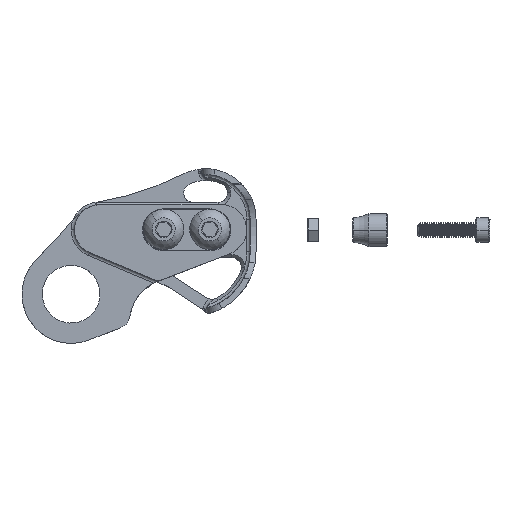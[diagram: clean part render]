
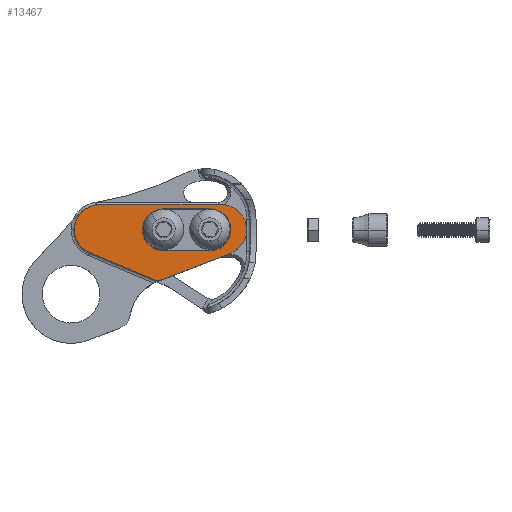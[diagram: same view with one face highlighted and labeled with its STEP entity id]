
A CAD part, top view. The second image highlights one B-rep face of the part: STEP entity #13467.
In plain terms, the highlighted planar face has unit normal (0, 0, 1).
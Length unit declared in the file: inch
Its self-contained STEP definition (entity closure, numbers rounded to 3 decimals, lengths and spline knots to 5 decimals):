
#312 = DIRECTION ( 'NONE',  ( 1., 0., 0. ) ) ;
#370 = ORIENTED_EDGE ( 'NONE', *, *, #7725, .F. ) ;
#571 = AXIS2_PLACEMENT_3D ( 'NONE', #2291, #14005, #20656 ) ;
#689 = ORIENTED_EDGE ( 'NONE', *, *, #9785, .F. ) ;
#692 = CARTESIAN_POINT ( 'NONE',  ( 6.18949, -2.03151, 0.94492 ) ) ;
#781 = DIRECTION ( 'NONE',  ( 1., 0., 0. ) ) ;
#1217 = VERTEX_POINT ( 'NONE', #4146 ) ;
#2291 = CARTESIAN_POINT ( 'NONE',  ( 5.67832, -1.34192, 0.94492 ) ) ;
#2372 = VERTEX_POINT ( 'NONE', #19847 ) ;
#2468 = VERTEX_POINT ( 'NONE', #19629 ) ;
#2886 = EDGE_CURVE ( 'NONE', #5538, #2372, #12517, .T. ) ;
#3054 = CARTESIAN_POINT ( 'NONE',  ( 5.48261, -0.48396, 0.94492 ) ) ;
#3269 = EDGE_CURVE ( 'NONE', #13127, #20234, #12858, .T. ) ;
#3654 = CARTESIAN_POINT ( 'NONE',  ( 5.82565, -0.43651, 0.94492 ) ) ;
#3701 = AXIS2_PLACEMENT_3D ( 'NONE', #13570, #21548, #312 ) ;
#3938 = AXIS2_PLACEMENT_3D ( 'NONE', #10122, #6690, #11436 ) ;
#4146 = CARTESIAN_POINT ( 'NONE',  ( 4.98822, -1.43805, 0.94492 ) ) ;
#4426 = DIRECTION ( 'NONE',  ( 0., 0., 1. ) ) ;
#4623 = CIRCLE ( 'NONE', #3938, 0.28653 ) ;
#4699 = EDGE_CURVE ( 'NONE', #20063, #15236, #4623, .T. ) ;
#4729 = ORIENTED_EDGE ( 'NONE', *, *, #15977, .F. ) ;
#5279 = ORIENTED_EDGE ( 'NONE', *, *, #11919, .F. ) ;
#5538 = VERTEX_POINT ( 'NONE', #5734 ) ;
#5598 = VERTEX_POINT ( 'NONE', #9055 ) ;
#5734 = CARTESIAN_POINT ( 'NONE',  ( 5.40804, -0.15708, 0.94492 ) ) ;
#5947 = CARTESIAN_POINT ( 'NONE',  ( 5.95767, -1.2782, 0.94492 ) ) ;
#6018 = VERTEX_POINT ( 'NONE', #16518 ) ;
#6313 = FACE_OUTER_BOUND ( 'NONE', #13603, .T. ) ;
#6690 = DIRECTION ( 'NONE',  ( 0., 0., 1. ) ) ;
#6721 = CARTESIAN_POINT ( 'NONE',  ( 2.77526, 1.86139, 0.94492 ) ) ;
#6827 = VECTOR ( 'NONE', #7773, 39.37008 ) ;
#7158 = ORIENTED_EDGE ( 'NONE', *, *, #12965, .T. ) ;
#7163 = EDGE_CURVE ( 'NONE', #6018, #5538, #17382, .T. ) ;
#7619 = CARTESIAN_POINT ( 'NONE',  ( 5.15233, -0.42625, 0.94492 ) ) ;
#7689 = DIRECTION ( 'NONE',  ( 0., 0., 1. ) ) ;
#7725 = EDGE_CURVE ( 'NONE', #6018, #8084, #10992, .T. ) ;
#7773 = DIRECTION ( 'NONE',  ( 0.222, -0.975, 0. ) ) ;
#7919 = AXIS2_PLACEMENT_3D ( 'NONE', #12641, #4426, #7923 ) ;
#7923 = DIRECTION ( 'NONE',  ( 1., 0., 0. ) ) ;
#8084 = VERTEX_POINT ( 'NONE', #3654 ) ;
#8198 = DIRECTION ( 'NONE',  ( 0., 0., 1. ) ) ;
#8764 = ORIENTED_EDGE ( 'NONE', *, *, #3269, .T. ) ;
#9055 = CARTESIAN_POINT ( 'NONE',  ( 5.39897, -1.40565, 0.94492 ) ) ;
#9292 = CARTESIAN_POINT ( 'NONE',  ( 5.41616, -0.52991, 0.94492 ) ) ;
#9326 = VECTOR ( 'NONE', #10909, 39.37008 ) ;
#9401 = DIRECTION ( 'NONE',  ( 1., 0., 0. ) ) ;
#9589 = LINE ( 'NONE', #7619, #9326 ) ;
#9683 = CIRCLE ( 'NONE', #20784, 0.345 ) ;
#9714 = AXIS2_PLACEMENT_3D ( 'NONE', #3054, #13340, #16531 ) ;
#9785 = EDGE_CURVE ( 'NONE', #5598, #20063, #16015, .T. ) ;
#9799 = CARTESIAN_POINT ( 'NONE',  ( 6.10496, -1.95615, 0.94492 ) ) ;
#9837 = EDGE_CURVE ( 'NONE', #2468, #1217, #13137, .T. ) ;
#10122 = CARTESIAN_POINT ( 'NONE',  ( 5.81843, -1.95615, 0.94492 ) ) ;
#10626 = CIRCLE ( 'NONE', #15135, 0.28653 ) ;
#10762 = ORIENTED_EDGE ( 'NONE', *, *, #20248, .T. ) ;
#10909 = DIRECTION ( 'NONE',  ( 0.172, 0.985, 0. ) ) ;
#10967 = ORIENTED_EDGE ( 'NONE', *, *, #12607, .F. ) ;
#10992 = CIRCLE ( 'NONE', #13788, 0.42 ) ;
#11029 = DIRECTION ( 'NONE',  ( 0., 0., 1. ) ) ;
#11420 = CARTESIAN_POINT ( 'NONE',  ( 5.95767, -1.2782, 0.94492 ) ) ;
#11428 = DIRECTION ( 'NONE',  ( -0.222, 0.975, 0. ) ) ;
#11436 = DIRECTION ( 'NONE',  ( 1., 0., 0. ) ) ;
#11787 = CARTESIAN_POINT ( 'NONE',  ( 5.5666, -2.30041, 0.94492 ) ) ;
#11919 = EDGE_CURVE ( 'NONE', #2468, #2372, #9589, .T. ) ;
#12517 = CIRCLE ( 'NONE', #9714, 0.33528 ) ;
#12568 = DIRECTION ( 'NONE',  ( 0., 0., -1. ) ) ;
#12607 = EDGE_CURVE ( 'NONE', #13127, #5598, #17030, .T. ) ;
#12634 = CARTESIAN_POINT ( 'NONE',  ( 5.81897, -0.40724, 0.94492 ) ) ;
#12641 = CARTESIAN_POINT ( 'NONE',  ( 5.48393, -0.48977, 0.94492 ) ) ;
#12788 = VECTOR ( 'NONE', #14840, 39.37008 ) ;
#12816 = DIRECTION ( 'NONE',  ( 1., 0., 0. ) ) ;
#12858 = LINE ( 'NONE', #5947, #20887 ) ;
#12965 = EDGE_CURVE ( 'NONE', #21013, #20072, #9683, .T. ) ;
#13127 = VERTEX_POINT ( 'NONE', #11420 ) ;
#13137 = CIRCLE ( 'NONE', #3701, 0.045 ) ;
#13340 = DIRECTION ( 'NONE',  ( 0., 0., 1. ) ) ;
#13423 = VECTOR ( 'NONE', #11428, 39.37008 ) ;
#13467 = ADVANCED_FACE ( 'NONE', ( #14887, #6313 ), #18172, .T. ) ;
#13570 = CARTESIAN_POINT ( 'NONE',  ( 5.02559, -1.41299, 0.94492 ) ) ;
#13571 = ORIENTED_EDGE ( 'NONE', *, *, #9837, .T. ) ;
#13603 = EDGE_LOOP ( 'NONE', ( #5279, #13571, #4729, #7158, #10762, #370, #20825, #15762 ) ) ;
#13788 = AXIS2_PLACEMENT_3D ( 'NONE', #9292, #12568, #20648 ) ;
#14005 = DIRECTION ( 'NONE',  ( 0., 0., 1. ) ) ;
#14308 = CARTESIAN_POINT ( 'NONE',  ( 5.81843, -1.95615, 0.94492 ) ) ;
#14840 = DIRECTION ( 'NONE',  ( -0.557, 0.83, 0. ) ) ;
#14887 = FACE_BOUND ( 'NONE', #17237, .T. ) ;
#15058 = LINE ( 'NONE', #6721, #12788 ) ;
#15135 = AXIS2_PLACEMENT_3D ( 'NONE', #14308, #11029, #9401 ) ;
#15236 = VERTEX_POINT ( 'NONE', #9799 ) ;
#15289 = CARTESIAN_POINT ( 'NONE',  ( 5.53908, -2.01987, 0.94492 ) ) ;
#15762 = ORIENTED_EDGE ( 'NONE', *, *, #2886, .T. ) ;
#15977 = EDGE_CURVE ( 'NONE', #21013, #1217, #15058, .T. ) ;
#16015 = LINE ( 'NONE', #21112, #6827 ) ;
#16085 = ORIENTED_EDGE ( 'NONE', *, *, #4699, .F. ) ;
#16518 = CARTESIAN_POINT ( 'NONE',  ( 5.77751, -0.31584, 0.94492 ) ) ;
#16531 = DIRECTION ( 'NONE',  ( 1., 0., 0. ) ) ;
#16676 = ORIENTED_EDGE ( 'NONE', *, *, #18471, .F. ) ;
#17030 = CIRCLE ( 'NONE', #571, 0.28653 ) ;
#17237 = EDGE_LOOP ( 'NONE', ( #689, #10967, #8764, #16676, #16085 ) ) ;
#17245 = AXIS2_PLACEMENT_3D ( 'NONE', #18069, #8198, #12816 ) ;
#17382 = CIRCLE ( 'NONE', #7919, 0.34123 ) ;
#17875 = CARTESIAN_POINT ( 'NONE',  ( 6.09778, -1.89242, 0.94492 ) ) ;
#17982 = LINE ( 'NONE', #12634, #13423 ) ;
#18069 = CARTESIAN_POINT ( 'NONE',  ( 5.48261, -0.48396, 0.94492 ) ) ;
#18172 = PLANE ( 'NONE',  #17245 ) ;
#18471 = EDGE_CURVE ( 'NONE', #15236, #20234, #10626, .T. ) ;
#19095 = CARTESIAN_POINT ( 'NONE',  ( 5.85313, -2.10824, 0.94492 ) ) ;
#19629 = CARTESIAN_POINT ( 'NONE',  ( 4.98126, -1.40524, 0.94492 ) ) ;
#19847 = CARTESIAN_POINT ( 'NONE',  ( 5.15233, -0.42625, 0.94492 ) ) ;
#20063 = VERTEX_POINT ( 'NONE', #15289 ) ;
#20072 = VERTEX_POINT ( 'NONE', #692 ) ;
#20234 = VERTEX_POINT ( 'NONE', #17875 ) ;
#20248 = EDGE_CURVE ( 'NONE', #20072, #8084, #17982, .T. ) ;
#20648 = DIRECTION ( 'NONE',  ( 1., 0., 0. ) ) ;
#20656 = DIRECTION ( 'NONE',  ( 1., 0., 0. ) ) ;
#20784 = AXIS2_PLACEMENT_3D ( 'NONE', #19095, #7689, #781 ) ;
#20825 = ORIENTED_EDGE ( 'NONE', *, *, #7163, .T. ) ;
#20887 = VECTOR ( 'NONE', #21162, 39.37008 ) ;
#21013 = VERTEX_POINT ( 'NONE', #11787 ) ;
#21112 = CARTESIAN_POINT ( 'NONE',  ( 5.39897, -1.40565, 0.94492 ) ) ;
#21162 = DIRECTION ( 'NONE',  ( 0.222, -0.975, 0. ) ) ;
#21548 = DIRECTION ( 'NONE',  ( 0., 0., 1. ) ) ;
